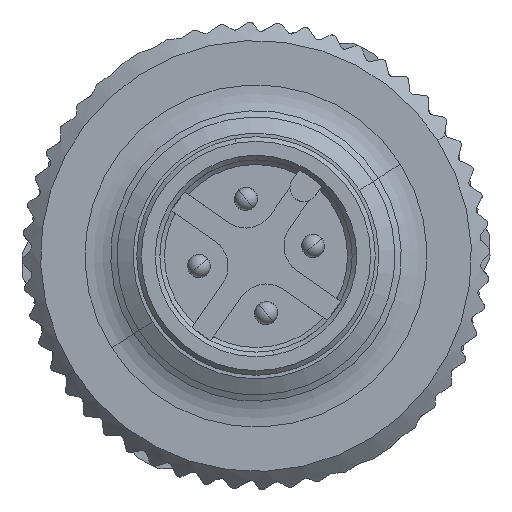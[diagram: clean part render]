
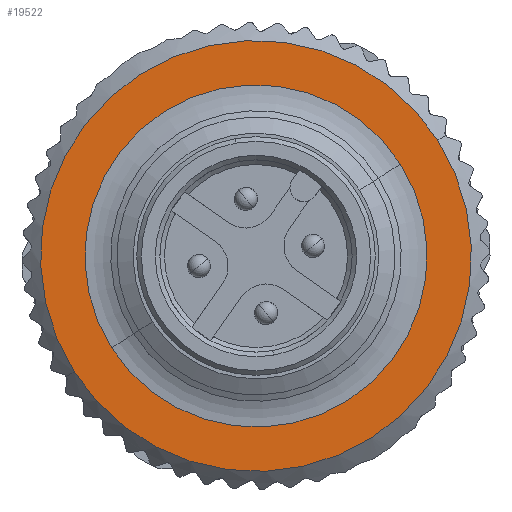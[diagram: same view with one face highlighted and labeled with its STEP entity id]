
A CAD part, left-side view. The second image highlights one B-rep face of the part: STEP entity #19522.
In plain terms, the highlighted planar face has unit normal (-1, 0, 0).
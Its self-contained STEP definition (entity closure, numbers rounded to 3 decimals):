
#1278=CARTESIAN_POINT('',(-8.,-0.006,-0.013));
#1279=DIRECTION('',(1.,0.,0.));
#1280=DIRECTION('',(0.,0.844,-0.537));
#1281=AXIS2_PLACEMENT_3D('',#1278,#1279,#1280);
#1286=CARTESIAN_POINT('',(-8.,-0.006,-0.013));
#1287=DIRECTION('',(1.,0.,0.));
#1288=DIRECTION('',(0.,-0.844,0.537));
#1289=AXIS2_PLACEMENT_3D('',#1286,#1287,#1288);
#1294=CARTESIAN_POINT('',(-8.,-0.006,-0.013));
#1295=DIRECTION('',(-1.,0.,0.));
#1296=DIRECTION('',(0.,0.844,-0.537));
#1297=AXIS2_PLACEMENT_3D('',#1294,#1295,#1296);
#1302=CARTESIAN_POINT('',(-8.,-0.006,-0.013));
#1303=DIRECTION('',(-1.,0.,0.));
#1304=DIRECTION('',(0.,-0.844,0.537));
#1305=AXIS2_PLACEMENT_3D('',#1302,#1303,#1304);
#17791=CARTESIAN_POINT('',(-8.,7.842,-5.003));
#17793=VERTEX_POINT('',#17791);
#17795=CARTESIAN_POINT('',(-8.,-7.854,4.976));
#17797=VERTEX_POINT('',#17795);
#17843=CARTESIAN_POINT('',(-8.,6.227,-3.977));
#17844=VERTEX_POINT('',#17843);
#17845=CARTESIAN_POINT('',(-8.,-6.24,3.95));
#17846=VERTEX_POINT('',#17845);
#19506=CARTESIAN_POINT('',(-8.,-0.006,-0.013));
#19507=DIRECTION('',(-1.,0.,0.));
#19508=DIRECTION('',(0.,0.844,-0.537));
#19509=AXIS2_PLACEMENT_3D('',#19506,#19507,#19508);
#19510=PLANE('',#19509);
#19512=ORIENTED_EDGE('',*,*,#19511,.F.);
#19514=ORIENTED_EDGE('',*,*,#19513,.F.);
#19515=EDGE_LOOP('',(#19512,#19514));
#19516=FACE_OUTER_BOUND('',#19515,.F.);
#19517=ORIENTED_EDGE('',*,*,#19496,.F.);
#19519=ORIENTED_EDGE('',*,*,#19518,.F.);
#19520=EDGE_LOOP('',(#19517,#19519));
#19521=FACE_BOUND('',#19520,.F.);
#19522=ADVANCED_FACE('',(#19516,#19521),#19510,.T.);
#1282=CIRCLE('',#1281,7.387);
#1290=CIRCLE('',#1289,7.387);
#1298=CIRCLE('',#1297,9.3);
#1306=CIRCLE('',#1305,9.3);
#19496=EDGE_CURVE('',#17844,#17846,#1282,.T.);
#19511=EDGE_CURVE('',#17793,#17797,#1298,.T.);
#19513=EDGE_CURVE('',#17797,#17793,#1306,.T.);
#19518=EDGE_CURVE('',#17846,#17844,#1290,.T.);
